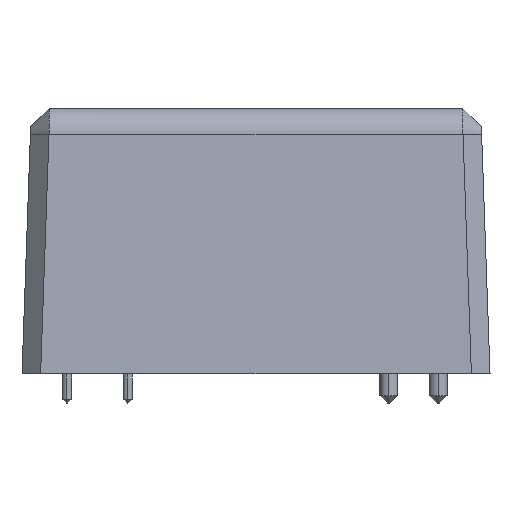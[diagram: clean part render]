
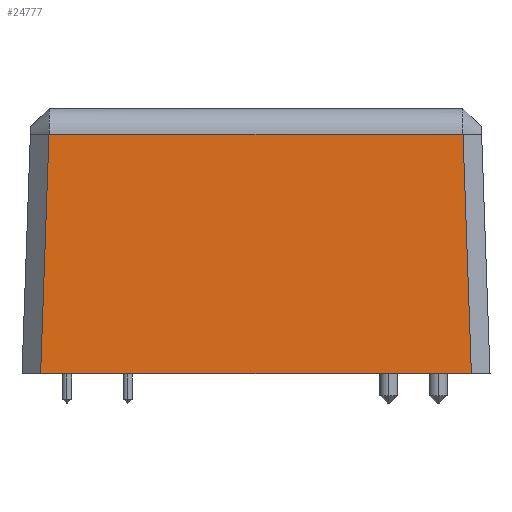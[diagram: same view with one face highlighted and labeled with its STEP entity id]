
A CAD part, left-side view. The second image highlights one B-rep face of the part: STEP entity #24777.
In plain terms, the highlighted planar face has unit normal (-0.999, 0, 0.035).
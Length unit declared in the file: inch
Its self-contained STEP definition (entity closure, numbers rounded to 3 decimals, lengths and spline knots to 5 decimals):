
#1213 = EDGE_CURVE ( 'NONE', #9821, #24362, #21166, .T. ) ;
#1470 = LINE ( 'NONE', #8516, #1591 ) ;
#1591 = VECTOR ( 'NONE', #30903, 39.37008 ) ;
#2273 = DIRECTION ( 'NONE',  ( 0.035, 0., 0.999 ) ) ;
#3288 = VECTOR ( 'NONE', #16036, 39.37008 ) ;
#4393 = CARTESIAN_POINT ( 'NONE',  ( 0.07827, 2.10565, -0.70866 ) ) ;
#4506 = VECTOR ( 'NONE', #6410, 39.37008 ) ;
#6410 = DIRECTION ( 'NONE',  ( 0., 1., 0. ) ) ;
#7310 = CARTESIAN_POINT ( 'NONE',  ( 0.07827, 0.22138, -0.70866 ) ) ;
#8516 = CARTESIAN_POINT ( 'NONE',  ( 0.08025, 2.10366, -0.65184 ) ) ;
#9265 = CARTESIAN_POINT ( 'NONE',  ( 0.07827, 0.18373, -0.70866 ) ) ;
#9821 = VERTEX_POINT ( 'NONE', #22298 ) ;
#11025 = EDGE_LOOP ( 'NONE', ( #20435, #20662, #28452, #16426 ) ) ;
#11328 = VERTEX_POINT ( 'NONE', #7310 ) ;
#13486 = VERTEX_POINT ( 'NONE', #4393 ) ;
#13647 = EDGE_CURVE ( 'NONE', #11328, #9821, #26384, .T. ) ;
#13891 = AXIS2_PLACEMENT_3D ( 'NONE', #14139, #31676, #2273 ) ;
#13926 = CARTESIAN_POINT ( 'NONE',  ( 0.11485, 1.16351, 0.33877 ) ) ;
#14139 = CARTESIAN_POINT ( 'NONE',  ( 0.07827, 1.16351, -0.70866 ) ) ;
#16036 = DIRECTION ( 'NONE',  ( 0.035, 0.035, 0.999 ) ) ;
#16382 = PLANE ( 'NONE',  #13891 ) ;
#16426 = ORIENTED_EDGE ( 'NONE', *, *, #13647, .T. ) ;
#16635 = DIRECTION ( 'NONE',  ( 0., 1., 0. ) ) ;
#16843 = FACE_OUTER_BOUND ( 'NONE', #11025, .T. ) ;
#18515 = CARTESIAN_POINT ( 'NONE',  ( 0.11485, 2.06907, 0.33877 ) ) ;
#20435 = ORIENTED_EDGE ( 'NONE', *, *, #1213, .T. ) ;
#20662 = ORIENTED_EDGE ( 'NONE', *, *, #24638, .T. ) ;
#21166 = LINE ( 'NONE', #13926, #30115 ) ;
#21528 = CARTESIAN_POINT ( 'NONE',  ( 0.07827, 0.22138, -0.70866 ) ) ;
#22298 = CARTESIAN_POINT ( 'NONE',  ( 0.11485, 0.25796, 0.33877 ) ) ;
#23444 = LINE ( 'NONE', #9265, #4506 ) ;
#24362 = VERTEX_POINT ( 'NONE', #18515 ) ;
#24638 = EDGE_CURVE ( 'NONE', #24362, #13486, #1470, .T. ) ;
#24777 = ADVANCED_FACE ( 'NONE', ( #16843 ), #16382, .T. ) ;
#26384 = LINE ( 'NONE', #21528, #3288 ) ;
#28452 = ORIENTED_EDGE ( 'NONE', *, *, #29206, .F. ) ;
#29206 = EDGE_CURVE ( 'NONE', #11328, #13486, #23444, .T. ) ;
#30115 = VECTOR ( 'NONE', #16635, 39.37008 ) ;
#30903 = DIRECTION ( 'NONE',  ( -0.035, 0.035, -0.999 ) ) ;
#31676 = DIRECTION ( 'NONE',  ( -0.999, 0., 0.035 ) ) ;
